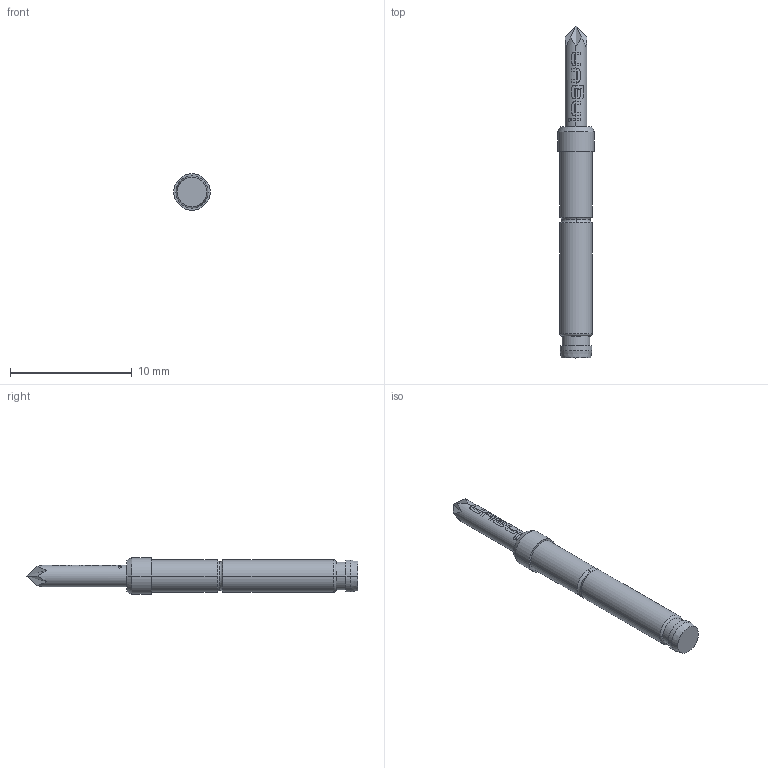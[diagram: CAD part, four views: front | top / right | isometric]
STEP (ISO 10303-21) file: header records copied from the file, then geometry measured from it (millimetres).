
FILE_DESCRIPTION (( 'STEP AP203' ), '1' );
FILE_NAME ('INGUN_GKS-113_217_180_R_xx02.STEP', '2020-09-08T10:04:57', ( '' ), ( '' ), 'SwSTEP 2.0', 'SolidWorks 2018', '' );
FILE_SCHEMA (( 'CONFIG_CONTROL_DESIGN' ));
Length unit declared in the file: millimetre
Products named in the file (1): INGUN_GKS-113_217_180_R_xx02
Bounding box: 3 x 27.3 x 3 mm (x, y, z)
Volume: 124.5 mm3; surface area: 216.9 mm2
Topology: 1 solids, 1 shells, 119 faces, 318 edges, 205 vertices
Faces by surface type: bspline 44, plane 34, cylinder 31, torus 6, cone 4
Entity records: 5032 total; most frequent: CARTESIAN_POINT 2568, ORIENTED_EDGE 636, EDGE_CURVE 318, DIRECTION 274, B_SPLINE_CURVE_WITH_KNOTS 222, VERTEX_POINT 205, EDGE_LOOP 123, ADVANCED_FACE 119
